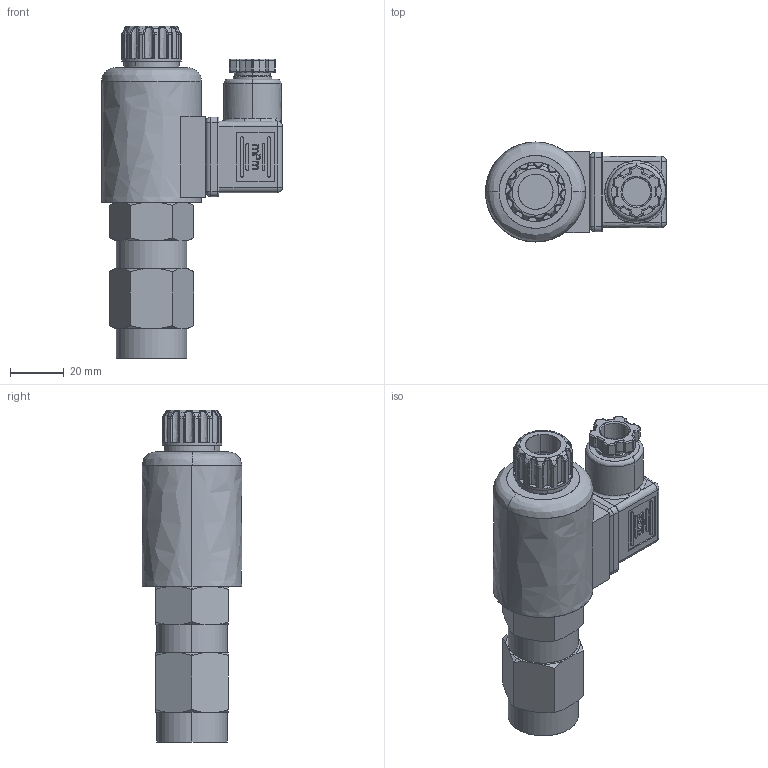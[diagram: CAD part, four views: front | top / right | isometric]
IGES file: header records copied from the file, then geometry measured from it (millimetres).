
Start section: SolidWorks IGES file using analytic representation for surfaces
Global section: file name: XQC306.igs; native system: SolidWorks 2014; preprocessor: SolidWorks 2014; author: arutput15; date: 141005.094410; units: millimetre
Bounding box: 67 x 37 x 123 mm (x, y, z)
Surface area: 24185.2 mm2 (no closed solid volume)
Topology: 0 solids, 0 shells, 732 faces, 6993 edges, 6969 vertices
Faces by surface type: bspline 474, revolution 258
